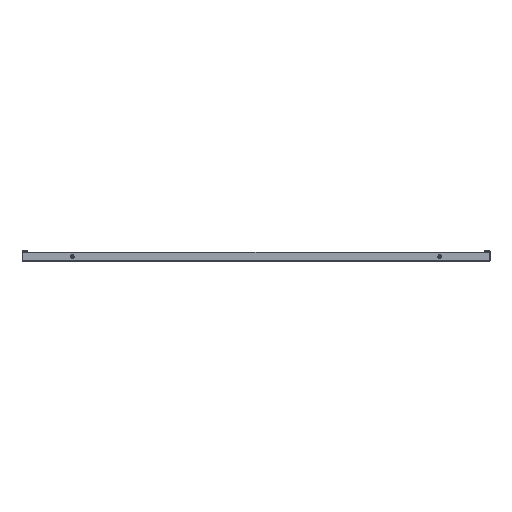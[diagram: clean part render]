
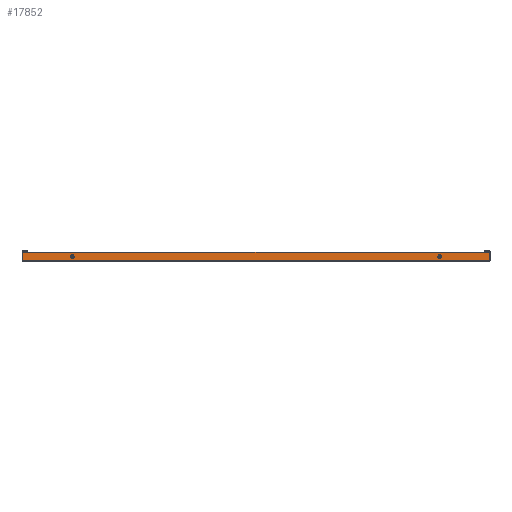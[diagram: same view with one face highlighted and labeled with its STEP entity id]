
A CAD part, front view. The second image highlights one B-rep face of the part: STEP entity #17852.
In plain terms, the highlighted planar face has unit normal (0, -1, 0).
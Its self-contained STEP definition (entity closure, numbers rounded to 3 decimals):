
#424 = CARTESIAN_POINT ( 'NONE',  ( -471.5, -980.5, 1.51 ) ) ;
#541 = DIRECTION ( 'NONE',  ( 0., 0., -1. ) ) ;
#542 = DIRECTION ( 'NONE',  ( 0., 1., 0. ) ) ;
#553 = CARTESIAN_POINT ( 'NONE',  ( 371.4, -980.5, 9.5 ) ) ;
#622 = AXIS2_PLACEMENT_3D ( 'NONE', #553, #542, #541 ) ;
#660 = AXIS2_PLACEMENT_3D ( 'NONE', #2742, #2739, #2738 ) ;
#662 = AXIS2_PLACEMENT_3D ( 'NONE', #2752, #2728, #2727 ) ;
#993 = DIRECTION ( 'NONE',  ( 0., 0., 1. ) ) ;
#1007 = CARTESIAN_POINT ( 'NONE',  ( 471.4, -980.5, 1.51 ) ) ;
#2404 = DIRECTION ( 'NONE',  ( -1., 0., 0. ) ) ;
#2405 = CARTESIAN_POINT ( 'NONE',  ( -471.5, -980.5, 18.5 ) ) ;
#2676 = DIRECTION ( 'NONE',  ( 0., 0., 1. ) ) ;
#2677 = CARTESIAN_POINT ( 'NONE',  ( -471.4, -980.5, 1.51 ) ) ;
#2727 = DIRECTION ( 'NONE',  ( 0., 0., -1. ) ) ;
#2728 = DIRECTION ( 'NONE',  ( 0., 1., 0. ) ) ;
#2738 = DIRECTION ( 'NONE',  ( 0., 0., -1. ) ) ;
#2739 = DIRECTION ( 'NONE',  ( 0., -1., 0. ) ) ;
#2742 = CARTESIAN_POINT ( 'NONE',  ( -371.4, -980.5, 9.5 ) ) ;
#2752 = CARTESIAN_POINT ( 'NONE',  ( 371.4, -980.5, 9.5 ) ) ;
#2938 = DIRECTION ( 'NONE',  ( -1., 0., 0. ) ) ;
#5253 = DIRECTION ( 'NONE',  ( 0., 0., 1. ) ) ;
#5254 = DIRECTION ( 'NONE',  ( 0., 1., 0. ) ) ;
#5256 = PLANE ( 'NONE',  #18214 ) ;
#5257 = CARTESIAN_POINT ( 'NONE',  ( -471.5, -980.5, 18.5 ) ) ;
#6126 = VERTEX_POINT ( 'NONE', #9130 ) ;
#6241 = VERTEX_POINT ( 'NONE', #8831 ) ;
#6274 = VERTEX_POINT ( 'NONE', #8759 ) ;
#6294 = VERTEX_POINT ( 'NONE', #8712 ) ;
#6373 = VERTEX_POINT ( 'NONE', #9543 ) ;
#6390 = VERTEX_POINT ( 'NONE', #9800 ) ;
#6801 = AXIS2_PLACEMENT_3D ( 'NONE', #8602, #8601, #8600 ) ;
#8600 = DIRECTION ( 'NONE',  ( 0., 0., -1. ) ) ;
#8601 = DIRECTION ( 'NONE',  ( 0., -1., 0. ) ) ;
#8602 = CARTESIAN_POINT ( 'NONE',  ( -371.4, -980.5, 9.5 ) ) ;
#8712 = CARTESIAN_POINT ( 'NONE',  ( 471.4, -980.5, 18.5 ) ) ;
#8759 = CARTESIAN_POINT ( 'NONE',  ( -471.4, -980.5, 1.51 ) ) ;
#8831 = CARTESIAN_POINT ( 'NONE',  ( -471.4, -980.5, 18.5 ) ) ;
#8901 = CARTESIAN_POINT ( 'NONE',  ( 471.4, -980.5, 1.51 ) ) ;
#9130 = CARTESIAN_POINT ( 'NONE',  ( -371.4, -980.5, 5.5 ) ) ;
#9247 = CARTESIAN_POINT ( 'NONE',  ( 371.4, -980.5, 5.5 ) ) ;
#9543 = CARTESIAN_POINT ( 'NONE',  ( -371.4, -980.5, 13.5 ) ) ;
#9800 = CARTESIAN_POINT ( 'NONE',  ( 371.4, -980.5, 13.5 ) ) ;
#17852 = ADVANCED_FACE ( 'NONE', ( #23337, #23330, #23328 ), #5256, .F. ) ;
#18214 = AXIS2_PLACEMENT_3D ( 'NONE', #5257, #5254, #5253 ) ;
#18677 = VERTEX_POINT ( 'NONE', #9247 ) ;
#19013 = VERTEX_POINT ( 'NONE', #8901 ) ;
#20384 = LINE ( 'NONE', #1007, #20404 ) ;
#20404 = VECTOR ( 'NONE', #993, 1000. ) ;
#20779 = CIRCLE ( 'NONE', #6801, 4. ) ;
#20943 = VECTOR ( 'NONE', #2676, 1000. ) ;
#20947 = LINE ( 'NONE', #2677, #20943 ) ;
#20960 = VECTOR ( 'NONE', #2938, 1000. ) ;
#20997 = LINE ( 'NONE', #424, #20960 ) ;
#21061 = CIRCLE ( 'NONE', #660, 4. ) ;
#21153 = CIRCLE ( 'NONE', #622, 4. ) ;
#21169 = CIRCLE ( 'NONE', #662, 4. ) ;
#22407 = ORIENTED_EDGE ( 'NONE', *, *, #22908, .T. ) ;
#22429 = ORIENTED_EDGE ( 'NONE', *, *, #22646, .T. ) ;
#22430 = ORIENTED_EDGE ( 'NONE', *, *, #22956, .T. ) ;
#22431 = ORIENTED_EDGE ( 'NONE', *, *, #22914, .F. ) ;
#22432 = ORIENTED_EDGE ( 'NONE', *, *, #22812, .F. ) ;
#22433 = ORIENTED_EDGE ( 'NONE', *, *, #22906, .F. ) ;
#22434 = ORIENTED_EDGE ( 'NONE', *, *, #22573, .F. ) ;
#22435 = ORIENTED_EDGE ( 'NONE', *, *, #22768, .T. ) ;
#22573 = EDGE_CURVE ( 'NONE', #6373, #6126, #20779, .T. ) ;
#22646 = EDGE_CURVE ( 'NONE', #19013, #6294, #20384, .T. ) ;
#22768 = EDGE_CURVE ( 'NONE', #18677, #6390, #21153, .T. ) ;
#22812 = EDGE_CURVE ( 'NONE', #19013, #6274, #20997, .T. ) ;
#22906 = EDGE_CURVE ( 'NONE', #6126, #6373, #21061, .T. ) ;
#22908 = EDGE_CURVE ( 'NONE', #6390, #18677, #21169, .T. ) ;
#22914 = EDGE_CURVE ( 'NONE', #6274, #6241, #20947, .T. ) ;
#22956 = EDGE_CURVE ( 'NONE', #6294, #6241, #25828, .T. ) ;
#23328 = FACE_BOUND ( 'NONE', #24791, .T. ) ;
#23330 = FACE_BOUND ( 'NONE', #24789, .T. ) ;
#23337 = FACE_OUTER_BOUND ( 'NONE', #24784, .T. ) ;
#24784 = EDGE_LOOP ( 'NONE', ( #22429, #22430, #22431, #22432 ) ) ;
#24789 = EDGE_LOOP ( 'NONE', ( #22433, #22434 ) ) ;
#24791 = EDGE_LOOP ( 'NONE', ( #22435, #22407 ) ) ;
#25815 = VECTOR ( 'NONE', #2404, 1000. ) ;
#25828 = LINE ( 'NONE', #2405, #25815 ) ;
